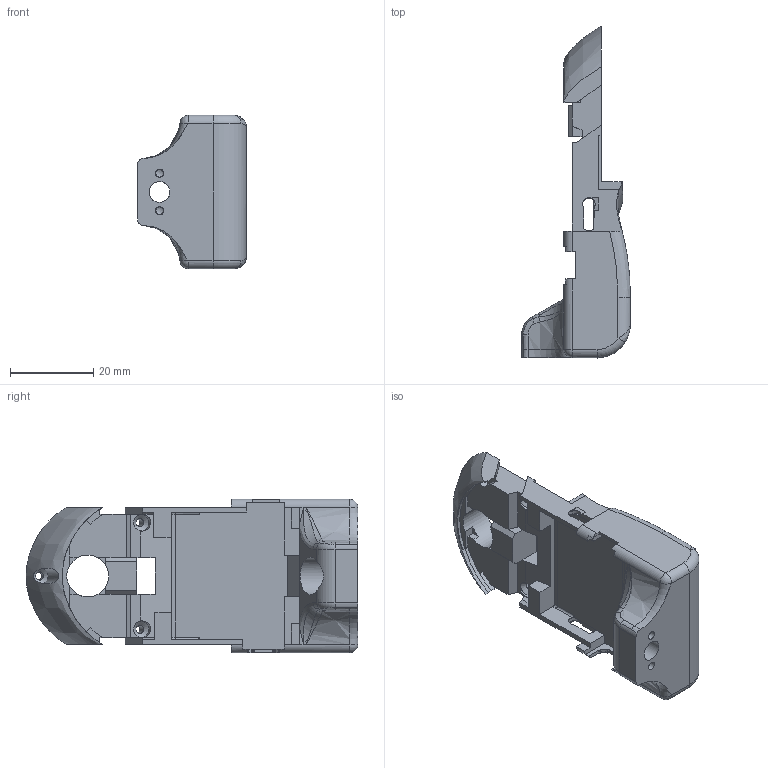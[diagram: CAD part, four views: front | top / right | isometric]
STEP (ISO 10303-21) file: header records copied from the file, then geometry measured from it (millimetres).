
FILE_DESCRIPTION(/* description */ ('STEP AP214'),/* implementation_level */ '2;1');
FILE_NAME(/* name */ '6053729e6174d011a96727dc',/* time_stamp */ '2021-03-18T15:32:47+00:00',/* author */ (''),/* organization */ (''),/* preprocessor_version */ 'ST-DEVELOPER v18.1',/* originating_system */ ' ',/* authorisation */ ' ');
FILE_SCHEMA (('AUTOMOTIVE_DESIGN {1 0 10303 214 3 1 1}'));
Length unit declared in the file: metre
Products named in the file (1): Body
Bounding box: 26.21 x 79.88 x 36.91 mm (x, y, z)
Volume: 22410.3 mm3; surface area: 9343.1 mm2
Topology: 1 solids, 1 shells, 252 faces, 723 edges, 458 vertices
Faces by surface type: plane 145, cylinder 47, bspline 42, torus 9, cone 5, sphere 4
Full cylindrical faces by diameter (mm): 2 x5, 3.8 x1, 5 x1, 9 x1, 10.1 x1
Entity records: 10172 total; most frequent: CARTESIAN_POINT 3962, ORIENTED_EDGE 1392, DIRECTION 1137, EDGE_CURVE 696, VERTEX_POINT 450, LINE 403, VECTOR 403, AXIS2_PLACEMENT_3D 367
